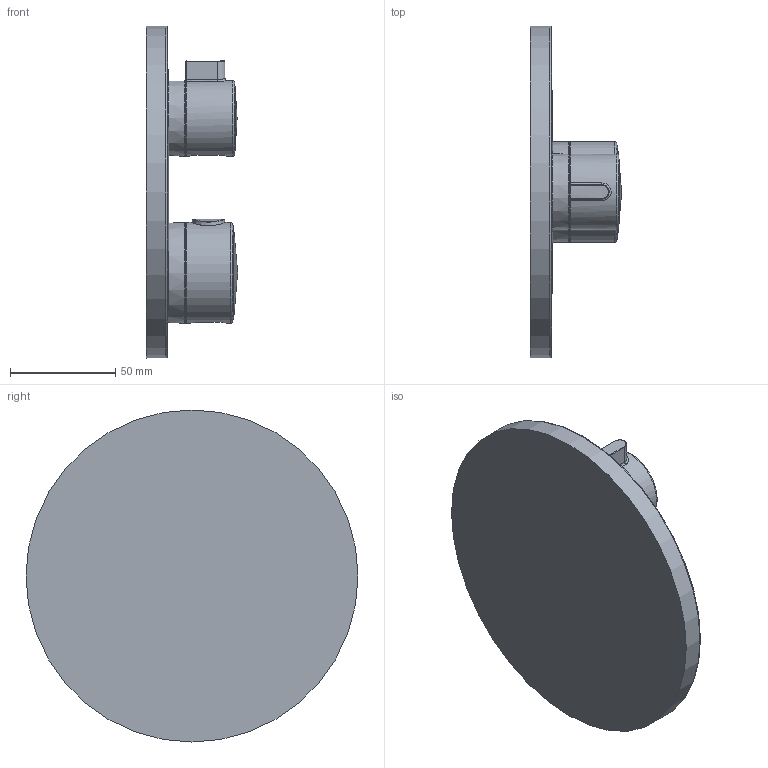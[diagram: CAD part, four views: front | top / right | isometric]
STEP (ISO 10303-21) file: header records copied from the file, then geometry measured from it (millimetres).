
FILE_DESCRIPTION(/* description */ ('Unknown'),/* implementation_level */ '2;1');
FILE_NAME(/* name */ '24075000',/* time_stamp */ '2022-09-07T18:20:49+02:00',/* author */ ('Unknown'),/* organization */ ('GROHE AG'),/* preprocessor_version */ 'ST-DEVELOPER v16.7',/* originating_system */ 'DEX',/* authorisation */ $);
FILE_SCHEMA (('AUTOMOTIVE_DESIGN {1 0 10303 214 3 1 1}'));
Products named in the file (9): 24075000; 24075000_0; 24075000_1; 24075000_2; 24075000_3; 1; 24075000_4; 170331 round THM Rosette03
Assembly tree (8 placements, depth 2):
  24075000
    24075000
    24075000_0
    24075000_1
    24075000_2
    24075000_3
    1
    24075000_4
    170331 round THM Rosette03
Bounding box: 43.45 x 158 x 158 mm (x, y, z)
Volume: 169104.7 mm3; surface area: 127749.5 mm2
Topology: 8 solids, 12 shells, 1883 faces, 4662 edges, 2732 vertices
Faces by surface type: bspline 586, plane 424, cylinder 383, torus 228, sphere 139, cone 123
Full cylindrical faces by diameter (mm): 34 x1, 36 x1, 36.5 x1, 48 x1, 48.5 x1, 153.7 x1, 154.1 x1, 158 x1
Entity records: 63203 total; most frequent: CARTESIAN_POINT 23199, ORIENTED_EDGE 9006, DIRECTION 7636, EDGE_CURVE 4503, AXIS2_PLACEMENT_3D 3302, VERTEX_POINT 2694, FACE_BOUND 1945, EDGE_LOOP 1944
